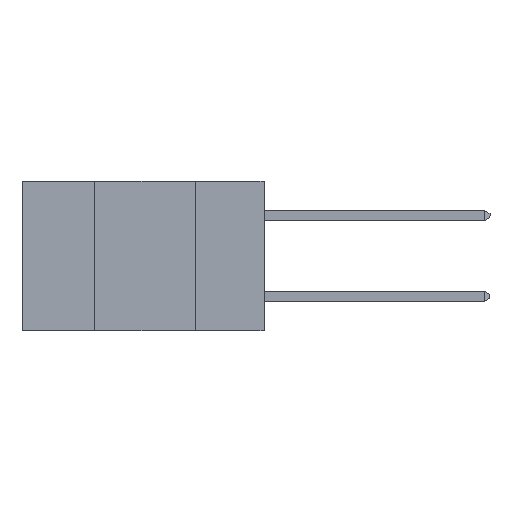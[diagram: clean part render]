
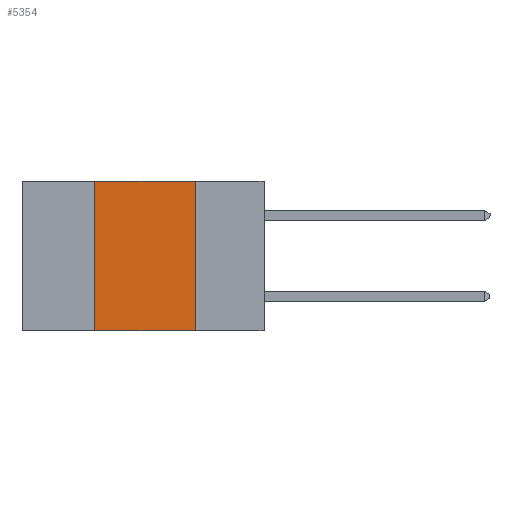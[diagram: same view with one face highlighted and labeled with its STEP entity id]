
A CAD part, left-side view. The second image highlights one B-rep face of the part: STEP entity #5354.
In plain terms, the highlighted planar face has unit normal (-1, 0, 0).
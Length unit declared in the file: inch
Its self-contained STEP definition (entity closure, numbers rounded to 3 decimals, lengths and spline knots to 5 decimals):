
#78 = EDGE_CURVE ( 'NONE', #1195, #3381, #9925, .T. ) ;
#225 = VERTEX_POINT ( 'NONE', #4506 ) ;
#283 = DIRECTION ( 'NONE',  ( 0., 0., -1. ) ) ;
#338 = CARTESIAN_POINT ( 'NONE',  ( 0., 0.17, 0. ) ) ;
#659 = VERTEX_POINT ( 'NONE', #11704 ) ;
#1195 = VERTEX_POINT ( 'NONE', #3530 ) ;
#1860 = DIRECTION ( 'NONE',  ( 0., -1., 0. ) ) ;
#2188 = VECTOR ( 'NONE', #8073, 39.37008 ) ;
#3206 = VECTOR ( 'NONE', #283, 39.37008 ) ;
#3381 = VERTEX_POINT ( 'NONE', #4254 ) ;
#3530 = CARTESIAN_POINT ( 'NONE',  ( 0., 0.42, 0. ) ) ;
#4254 = CARTESIAN_POINT ( 'NONE',  ( 0., 0.17, 0. ) ) ;
#4506 = CARTESIAN_POINT ( 'NONE',  ( 0., 0.17, -0.37 ) ) ;
#4548 = DIRECTION ( 'NONE',  ( 0., 0., -1. ) ) ;
#4561 = DIRECTION ( 'NONE',  ( 1., 0., 0. ) ) ;
#4598 = PLANE ( 'NONE',  #6204 ) ;
#5117 = EDGE_CURVE ( 'NONE', #659, #1195, #7996, .T. ) ;
#5128 = CARTESIAN_POINT ( 'NONE',  ( 0., 0.6, 0. ) ) ;
#5204 = EDGE_CURVE ( 'NONE', #659, #225, #12176, .T. ) ;
#5221 = ORIENTED_EDGE ( 'NONE', *, *, #8478, .F. ) ;
#5354 = ADVANCED_FACE ( 'NONE', ( #12642 ), #4598, .F. ) ;
#5545 = ORIENTED_EDGE ( 'NONE', *, *, #78, .F. ) ;
#6204 = AXIS2_PLACEMENT_3D ( 'NONE', #5128, #4561, #4548 ) ;
#6208 = ORIENTED_EDGE ( 'NONE', *, *, #5204, .T. ) ;
#6297 = LINE ( 'NONE', #338, #3206 ) ;
#6398 = CARTESIAN_POINT ( 'NONE',  ( 0., 0.6, 0. ) ) ;
#7059 = VECTOR ( 'NONE', #7351, 39.37008 ) ;
#7099 = CARTESIAN_POINT ( 'NONE',  ( 0., 0.6, -0.37 ) ) ;
#7351 = DIRECTION ( 'NONE',  ( 0., -1., 0. ) ) ;
#7996 = LINE ( 'NONE', #8133, #2188 ) ;
#8073 = DIRECTION ( 'NONE',  ( 0., 0., 1. ) ) ;
#8133 = CARTESIAN_POINT ( 'NONE',  ( 0., 0.42, 0. ) ) ;
#8478 = EDGE_CURVE ( 'NONE', #3381, #225, #6297, .T. ) ;
#9290 = VECTOR ( 'NONE', #1860, 39.37008 ) ;
#9925 = LINE ( 'NONE', #6398, #9290 ) ;
#11364 = ORIENTED_EDGE ( 'NONE', *, *, #5117, .F. ) ;
#11704 = CARTESIAN_POINT ( 'NONE',  ( 0., 0.42, -0.37 ) ) ;
#12176 = LINE ( 'NONE', #7099, #7059 ) ;
#12642 = FACE_OUTER_BOUND ( 'NONE', #12755, .T. ) ;
#12755 = EDGE_LOOP ( 'NONE', ( #5221, #5545, #11364, #6208 ) ) ;
